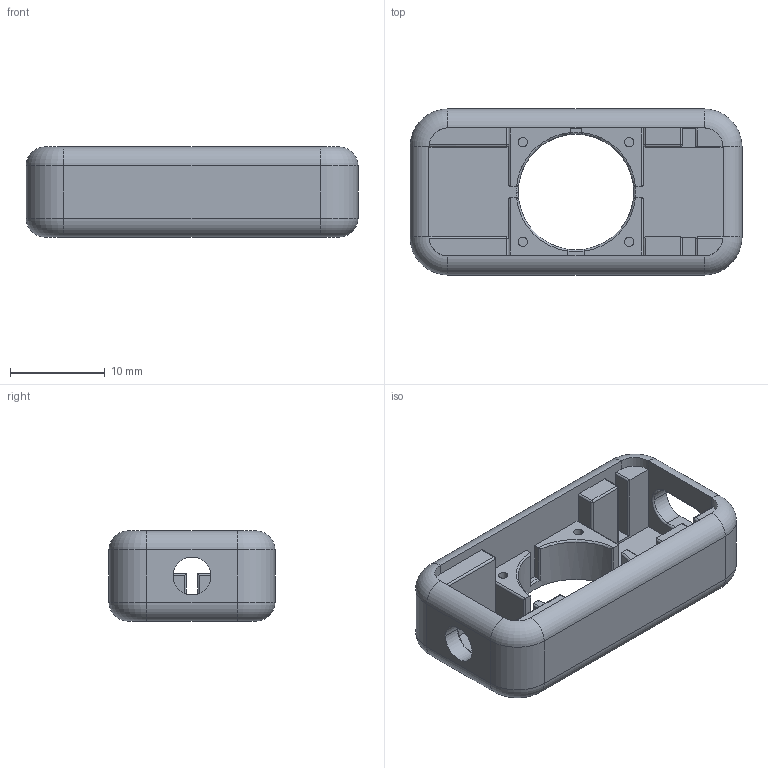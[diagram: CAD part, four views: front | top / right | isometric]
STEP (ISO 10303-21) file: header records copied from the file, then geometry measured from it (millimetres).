
FILE_DESCRIPTION (( 'STEP AP214' ), '1' );
FILE_NAME ('充电线_分线盒_外壳__锅仔片.STEP', '2022-05-18T11:06:19', ( '' ), ( '' ), 'SwSTEP 2.0', 'SolidWorks 2016', '' );
FILE_SCHEMA (( 'AUTOMOTIVE_DESIGN' ));
Length unit declared in the file: millimetre
Products named in the file (1): 充电线_分线盒_外壳__锅仔片
Bounding box: 35 x 17.5 x 9.5 mm (x, y, z)
Volume: 2496.2 mm3; surface area: 2688.3 mm2
Topology: 1 solids, 1 shells, 150 faces, 381 edges, 231 vertices
Faces by surface type: cylinder 69, plane 55, torus 21, sphere 5
Entity records: 4562 total; most frequent: CARTESIAN_POINT 922, DIRECTION 771, ORIENTED_EDGE 752, EDGE_CURVE 376, AXIS2_PLACEMENT_3D 286, VERTEX_POINT 231, VECTOR 199, LINE 199
